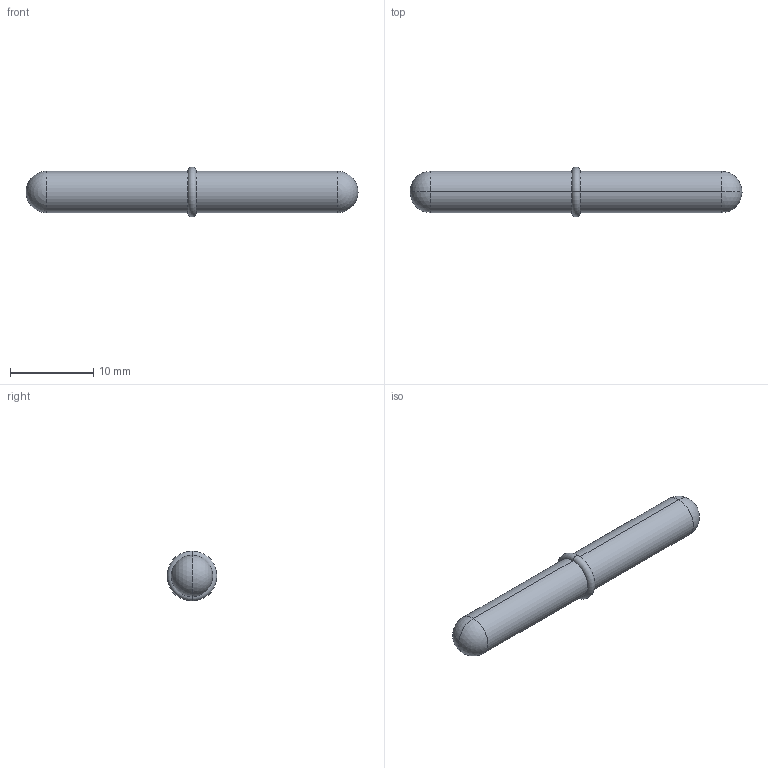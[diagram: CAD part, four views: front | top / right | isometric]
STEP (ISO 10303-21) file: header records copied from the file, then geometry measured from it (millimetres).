
FILE_DESCRIPTION (( 'STEP AP203' ), '1' );
FILE_NAME ('T81105.STEP', '2018-09-13T11:48:21', ( '' ), ( '' ), 'SwSTEP 2.0', 'SolidWorks 2016', '' );
FILE_SCHEMA (( 'CONFIG_CONTROL_DESIGN' ));
Length unit declared in the file: millimetre
Products named in the file (2): T81105; TH1271
Assembly tree (1 placements, depth 2):
  T81105
    TH1271
Bounding box: 40 x 6 x 6 mm (x, y, z)
Volume: 759.4 mm3; surface area: 640.4 mm2
Topology: 1 solids, 1 shells, 10 faces, 26 edges, 14 vertices
Faces by surface type: cylinder 4, sphere 4, torus 2
Entity records: 444 total; most frequent: DIRECTION 60, CARTESIAN_POINT 42, ORIENTED_EDGE 36, AXIS2_PLACEMENT_3D 28, EDGE_CURVE 18, PERSON_AND_ORGANIZATION 17, CIRCLE 14, DATE_AND_TIME 12
